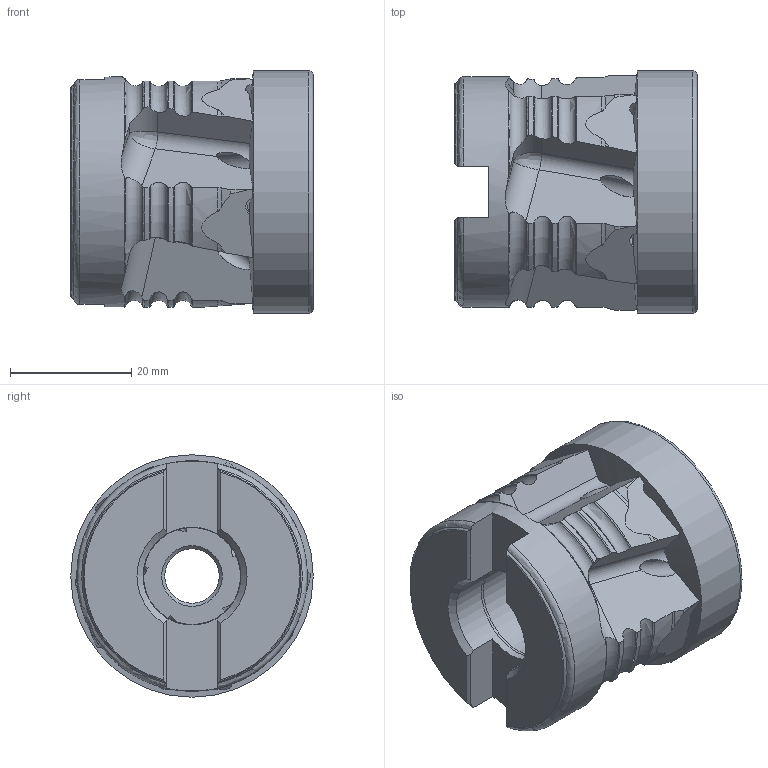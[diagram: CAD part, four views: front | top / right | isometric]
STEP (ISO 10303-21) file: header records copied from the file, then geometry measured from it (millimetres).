
FILE_DESCRIPTION (( 'STEP AP214' ), '1' );
FILE_NAME ('90PP_040_T09_5.STEP', '2015-10-22T12:07:05', ( '' ), ( '' ), 'SwSTEP 2.0', 'SolidWorks 2015', '' );
FILE_SCHEMA (( 'AUTOMOTIVE_DESIGN' ));
Length unit declared in the file: millimetre
Products named in the file (1): 90PP_040_T09_5
Bounding box: 39.99 x 39.97 x 39.97 mm (x, y, z)
Volume: 31617.1 mm3; surface area: 10821.1 mm2
Topology: 1 solids, 1 shells, 264 faces, 771 edges, 499 vertices
Faces by surface type: plane 90, cylinder 82, torus 60, cone 27, bspline 5
Full cylindrical faces by diameter (mm): 3 x5, 3.3 x5, 9 x1, 13.5 x1, 16 x1, 16.15 x1, 16.3 x1, 38 x1, 39.974 x1
Entity records: 10625 total; most frequent: CARTESIAN_POINT 4326, ORIENTED_EDGE 1440, DIRECTION 1018, EDGE_CURVE 720, VERTEX_POINT 480, AXIS2_PLACEMENT_3D 424, EDGE_LOOP 298, B_SPLINE_CURVE_WITH_KNOTS 292
